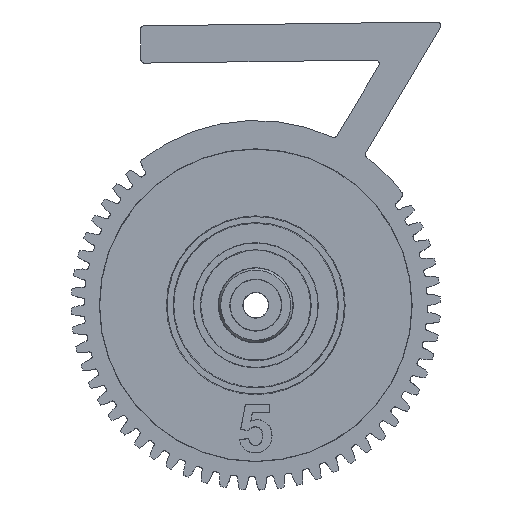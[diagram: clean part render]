
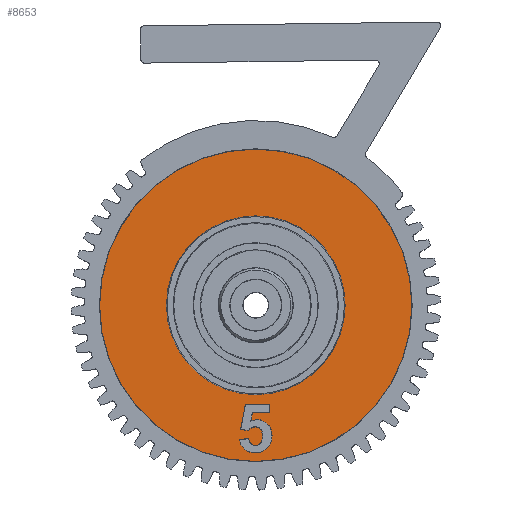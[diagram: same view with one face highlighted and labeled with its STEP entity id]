
A CAD part, top view. The second image highlights one B-rep face of the part: STEP entity #8653.
In plain terms, the highlighted planar face has unit normal (0, 0, 1).
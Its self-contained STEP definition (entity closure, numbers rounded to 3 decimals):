
#730=B_SPLINE_CURVE_WITH_KNOTS('',3,(#16733,#16734,#16735,#16736),
 .UNSPECIFIED.,.F.,.F.,(4,4),(0.,1.),.UNSPECIFIED.);
#731=B_SPLINE_CURVE_WITH_KNOTS('',3,(#16738,#16739,#16740,#16741),
 .UNSPECIFIED.,.F.,.F.,(4,4),(0.,1.),.UNSPECIFIED.);
#732=B_SPLINE_CURVE_WITH_KNOTS('',3,(#16751,#16752,#16753,#16754),
 .UNSPECIFIED.,.F.,.F.,(4,4),(0.,1.),.UNSPECIFIED.);
#733=B_SPLINE_CURVE_WITH_KNOTS('',3,(#16776,#16777,#16778,#16779),
 .UNSPECIFIED.,.F.,.F.,(4,4),(0.,1.),.UNSPECIFIED.);
#734=B_SPLINE_CURVE_WITH_KNOTS('',3,(#16780,#16781,#16782,#16783),
 .UNSPECIFIED.,.F.,.F.,(4,4),(0.,1.),.UNSPECIFIED.);
#1210=LINE('',#16731,#1717);
#1211=LINE('',#16756,#1718);
#1212=LINE('',#16758,#1719);
#1213=LINE('',#16760,#1720);
#1214=LINE('',#16762,#1721);
#1215=LINE('',#16764,#1722);
#1216=LINE('',#16766,#1723);
#1717=VECTOR('',#11157,1.248);
#1718=VECTOR('',#11166,1.021);
#1719=VECTOR('',#11167,3.443);
#1720=VECTOR('',#11168,3.294);
#1721=VECTOR('',#11169,1.166);
#1722=VECTOR('',#11170,2.35);
#1723=VECTOR('',#11171,1.121);
#1781=ELLIPSE('',#9374,72.67,11.573);
#1782=ELLIPSE('',#9375,40.973,5.667);
#1783=ELLIPSE('',#9376,13.664,3.326);
#1784=ELLIPSE('',#9377,24.139,4.456);
#1785=ELLIPSE('',#9378,6.507,2.348);
#1786=ELLIPSE('',#9379,137.724,15.711);
#1787=ELLIPSE('',#9380,28.609,7.169);
#1788=ELLIPSE('',#9381,30.568,7.777);
#1789=ELLIPSE('',#9382,49.084,10.572);
#1804=FACE_BOUND('',#2645,.T.);
#1805=FACE_BOUND('',#2646,.T.);
#2173=FACE_OUTER_BOUND('',#2644,.T.);
#2644=EDGE_LOOP('',(#7090));
#2645=EDGE_LOOP('',(#7091));
#2646=EDGE_LOOP('',(#7092,#7093,#7094,#7095,#7096,#7097,#7098,#7099,#7100,
#7101,#7102,#7103,#7104,#7105,#7106,#7107,#7108,#7109,#7110,#7111,#7112));
#3079=CIRCLE('',#9372,20.965);
#3080=CIRCLE('',#9373,12.);
#3841=VERTEX_POINT('',#16723);
#3842=VERTEX_POINT('',#16725);
#3843=VERTEX_POINT('',#16727);
#3844=VERTEX_POINT('',#16728);
#3845=VERTEX_POINT('',#16730);
#3846=VERTEX_POINT('',#16732);
#3847=VERTEX_POINT('',#16737);
#3848=VERTEX_POINT('',#16742);
#3849=VERTEX_POINT('',#16744);
#3850=VERTEX_POINT('',#16746);
#3851=VERTEX_POINT('',#16748);
#3852=VERTEX_POINT('',#16750);
#3853=VERTEX_POINT('',#16755);
#3854=VERTEX_POINT('',#16757);
#3855=VERTEX_POINT('',#16759);
#3856=VERTEX_POINT('',#16761);
#3857=VERTEX_POINT('',#16763);
#3858=VERTEX_POINT('',#16765);
#3859=VERTEX_POINT('',#16767);
#3860=VERTEX_POINT('',#16769);
#3861=VERTEX_POINT('',#16771);
#3862=VERTEX_POINT('',#16773);
#3863=VERTEX_POINT('',#16775);
#5060=EDGE_CURVE('',#3841,#3841,#3079,.T.);
#5061=EDGE_CURVE('',#3842,#3842,#3080,.T.);
#5062=EDGE_CURVE('',#3843,#3844,#1781,.T.);
#5063=EDGE_CURVE('',#3845,#3843,#1210,.T.);
#5064=EDGE_CURVE('',#3846,#3845,#730,.T.);
#5065=EDGE_CURVE('',#3847,#3846,#731,.T.);
#5066=EDGE_CURVE('',#3848,#3847,#1782,.T.);
#5067=EDGE_CURVE('',#3849,#3848,#1783,.T.);
#5068=EDGE_CURVE('',#3850,#3849,#1784,.T.);
#5069=EDGE_CURVE('',#3851,#3850,#1785,.T.);
#5070=EDGE_CURVE('',#3852,#3851,#732,.T.);
#5071=EDGE_CURVE('',#3853,#3852,#1211,.T.);
#5072=EDGE_CURVE('',#3854,#3853,#1212,.T.);
#5073=EDGE_CURVE('',#3855,#3854,#1213,.T.);
#5074=EDGE_CURVE('',#3856,#3855,#1214,.T.);
#5075=EDGE_CURVE('',#3857,#3856,#1215,.T.);
#5076=EDGE_CURVE('',#3858,#3857,#1216,.T.);
#5077=EDGE_CURVE('',#3859,#3858,#1786,.T.);
#5078=EDGE_CURVE('',#3860,#3859,#1787,.T.);
#5079=EDGE_CURVE('',#3861,#3860,#1788,.T.);
#5080=EDGE_CURVE('',#3862,#3861,#1789,.T.);
#5081=EDGE_CURVE('',#3863,#3862,#733,.T.);
#5082=EDGE_CURVE('',#3844,#3863,#734,.T.);
#7090=ORIENTED_EDGE('',*,*,#5060,.T.);
#7091=ORIENTED_EDGE('',*,*,#5061,.F.);
#7092=ORIENTED_EDGE('',*,*,#5062,.F.);
#7093=ORIENTED_EDGE('',*,*,#5063,.F.);
#7094=ORIENTED_EDGE('',*,*,#5064,.F.);
#7095=ORIENTED_EDGE('',*,*,#5065,.F.);
#7096=ORIENTED_EDGE('',*,*,#5066,.F.);
#7097=ORIENTED_EDGE('',*,*,#5067,.F.);
#7098=ORIENTED_EDGE('',*,*,#5068,.F.);
#7099=ORIENTED_EDGE('',*,*,#5069,.F.);
#7100=ORIENTED_EDGE('',*,*,#5070,.F.);
#7101=ORIENTED_EDGE('',*,*,#5071,.F.);
#7102=ORIENTED_EDGE('',*,*,#5072,.F.);
#7103=ORIENTED_EDGE('',*,*,#5073,.F.);
#7104=ORIENTED_EDGE('',*,*,#5074,.F.);
#7105=ORIENTED_EDGE('',*,*,#5075,.F.);
#7106=ORIENTED_EDGE('',*,*,#5076,.F.);
#7107=ORIENTED_EDGE('',*,*,#5077,.F.);
#7108=ORIENTED_EDGE('',*,*,#5078,.F.);
#7109=ORIENTED_EDGE('',*,*,#5079,.F.);
#7110=ORIENTED_EDGE('',*,*,#5080,.F.);
#7111=ORIENTED_EDGE('',*,*,#5081,.F.);
#7112=ORIENTED_EDGE('',*,*,#5082,.F.);
#7830=PLANE('',#9371);
#8653=ADVANCED_FACE('',(#2173,#1804,#1805),#7830,.T.);
#9371=AXIS2_PLACEMENT_3D('',#16722,#11149,#11150);
#9372=AXIS2_PLACEMENT_3D('',#16724,#11151,#11152);
#9373=AXIS2_PLACEMENT_3D('',#16726,#11153,#11154);
#9374=AXIS2_PLACEMENT_3D('',#16729,#11155,#11156);
#9375=AXIS2_PLACEMENT_3D('',#16743,#11158,#11159);
#9376=AXIS2_PLACEMENT_3D('',#16745,#11160,#11161);
#9377=AXIS2_PLACEMENT_3D('',#16747,#11162,#11163);
#9378=AXIS2_PLACEMENT_3D('',#16749,#11164,#11165);
#9379=AXIS2_PLACEMENT_3D('',#16768,#11172,#11173);
#9380=AXIS2_PLACEMENT_3D('',#16770,#11174,#11175);
#9381=AXIS2_PLACEMENT_3D('',#16772,#11176,#11177);
#9382=AXIS2_PLACEMENT_3D('',#16774,#11178,#11179);
#11149=DIRECTION('center_axis',(0.,0.,1.));
#11150=DIRECTION('ref_axis',(1.,0.,0.));
#11151=DIRECTION('center_axis',(0.,0.,1.));
#11152=DIRECTION('ref_axis',(1.,0.,0.));
#11153=DIRECTION('center_axis',(0.,0.,1.));
#11154=DIRECTION('ref_axis',(1.,0.,0.));
#11155=DIRECTION('center_axis',(0.,0.,1.));
#11156=DIRECTION('ref_axis',(0.808,0.589,0.));
#11157=DIRECTION('',(-0.995,-0.103,0.));
#11158=DIRECTION('center_axis',(0.,0.,-1.));
#11159=DIRECTION('ref_axis',(-0.37,0.929,0.));
#11160=DIRECTION('center_axis',(0.,0.,-1.));
#11161=DIRECTION('ref_axis',(-0.624,0.782,0.));
#11162=DIRECTION('center_axis',(0.,0.,-1.));
#11163=DIRECTION('ref_axis',(0.671,0.742,0.));
#11164=DIRECTION('center_axis',(0.,0.,-1.));
#11165=DIRECTION('ref_axis',(0.48,0.878,0.));
#11166=DIRECTION('',(0.99,-0.143,0.));
#11167=DIRECTION('',(-0.185,-0.983,0.));
#11168=DIRECTION('',(-1.,0.,0.));
#11169=DIRECTION('',(0.,1.,0.));
#11170=DIRECTION('',(1.,0.,0.));
#11171=DIRECTION('',(0.174,0.985,0.));
#11172=DIRECTION('center_axis',(0.,0.,1.));
#11173=DIRECTION('ref_axis',(0.083,-0.997,0.));
#11174=DIRECTION('center_axis',(0.,0.,1.));
#11175=DIRECTION('ref_axis',(-0.376,-0.927,0.));
#11176=DIRECTION('center_axis',(0.,0.,1.));
#11177=DIRECTION('ref_axis',(0.847,0.531,0.));
#11178=DIRECTION('center_axis',(0.,0.,
1.));
#11179=DIRECTION('ref_axis',(0.932,-0.362,0.));
#16722=CARTESIAN_POINT('Origin',(0.,0.,2.));
#16723=CARTESIAN_POINT('',(-20.965,0.,2.));
#16724=CARTESIAN_POINT('Origin',(0.,0.,2.));
#16725=CARTESIAN_POINT('',(12.,0.,2.));
#16726=CARTESIAN_POINT('Origin',(0.,0.,2.));
#16727=CARTESIAN_POINT('',(-2.186,-18.023,2.));
#16728=CARTESIAN_POINT('',(-1.51,-19.325,2.));
#16729=CARTESIAN_POINT('Origin',(56.918,23.798,2.));
#16730=CARTESIAN_POINT('',(-0.944,-17.895,2.));
#16731=CARTESIAN_POINT('',(-0.944,-17.895,2.));
#16732=CARTESIAN_POINT('',(-0.631,-18.565,2.));
#16733=CARTESIAN_POINT('Ctrl Pts',(-0.631,-18.565,
2.));
#16734=CARTESIAN_POINT('Ctrl Pts',(-0.807,-18.4,
2.));
#16735=CARTESIAN_POINT('Ctrl Pts',(-0.909,-18.178,
2.));
#16736=CARTESIAN_POINT('Ctrl Pts',(-0.944,-17.895,
2.));
#16737=CARTESIAN_POINT('',(-0.027,-18.808,2.));
#16738=CARTESIAN_POINT('Ctrl Pts',(-0.027,-18.808,
2.));
#16739=CARTESIAN_POINT('Ctrl Pts',(-0.257,-18.808,
2.));
#16740=CARTESIAN_POINT('Ctrl Pts',(-0.457,-18.728,
2.));
#16741=CARTESIAN_POINT('Ctrl Pts',(-0.631,-18.565,
2.));
#16742=CARTESIAN_POINT('',(0.633,-18.492,2.));
#16743=CARTESIAN_POINT('Origin',(-14.874,19.315,2.));
#16744=CARTESIAN_POINT('',(0.905,-17.535,2.));
#16745=CARTESIAN_POINT('Origin',(-8.007,-7.925,2.));
#16746=CARTESIAN_POINT('',(0.634,-16.64,2.));
#16747=CARTESIAN_POINT('Origin',(-15.619,-34.481,2.));
#16748=CARTESIAN_POINT('',(-0.062,-16.338,2.));
#16749=CARTESIAN_POINT('Origin',(-2.724,-22.158,2.));
#16750=CARTESIAN_POINT('',(-1.024,-16.813,2.));
#16751=CARTESIAN_POINT('Ctrl Pts',(-1.024,-16.813,
2.));
#16752=CARTESIAN_POINT('Ctrl Pts',(-0.74,-16.498,
2.));
#16753=CARTESIAN_POINT('Ctrl Pts',(-0.421,-16.338,
2.));
#16754=CARTESIAN_POINT('Ctrl Pts',(-0.062,-16.338,
2.));
#16755=CARTESIAN_POINT('',(-2.035,-16.666,2.));
#16756=CARTESIAN_POINT('',(-2.035,-16.666,2.));
#16757=CARTESIAN_POINT('',(-1.397,-13.283,2.));
#16758=CARTESIAN_POINT('',(-1.397,-13.283,2.));
#16759=CARTESIAN_POINT('',(1.898,-13.283,2.));
#16760=CARTESIAN_POINT('',(1.898,-13.283,2.));
#16761=CARTESIAN_POINT('',(1.898,-14.449,2.));
#16762=CARTESIAN_POINT('',(1.898,-14.449,2.));
#16763=CARTESIAN_POINT('',(-0.452,-14.449,2.));
#16764=CARTESIAN_POINT('',(-0.452,-14.449,2.));
#16765=CARTESIAN_POINT('',(-0.647,-15.553,2.));
#16766=CARTESIAN_POINT('',(-0.647,-15.553,2.));
#16767=CARTESIAN_POINT('',(0.204,-15.345,2.));
#16768=CARTESIAN_POINT('Origin',(11.449,-152.603,2.));
#16769=CARTESIAN_POINT('',(1.607,-15.95,2.));
#16770=CARTESIAN_POINT('Origin',(-9.821,-41.994,2.));
#16771=CARTESIAN_POINT('',(2.186,-17.513,2.));
#16772=CARTESIAN_POINT('Origin',(-24.038,-32.513,2.));
#16773=CARTESIAN_POINT('',(1.721,-18.946,2.));
#16774=CARTESIAN_POINT('Origin',(-43.727,-0.625,2.));
#16775=CARTESIAN_POINT('',(-0.04,-19.806,2.));
#16776=CARTESIAN_POINT('Ctrl Pts',(-0.04,-19.806,
2.));
#16777=CARTESIAN_POINT('Ctrl Pts',(0.709,-19.806,
2.));
#16778=CARTESIAN_POINT('Ctrl Pts',(1.295,-19.522,2.));
#16779=CARTESIAN_POINT('Ctrl Pts',(1.721,-18.946,2.));
#16780=CARTESIAN_POINT('Ctrl Pts',(-1.51,-19.325,
2.));
#16781=CARTESIAN_POINT('Ctrl Pts',(-1.131,-19.646,2.));
#16782=CARTESIAN_POINT('Ctrl Pts',(-0.643,-19.806,
2.));
#16783=CARTESIAN_POINT('Ctrl Pts',(-0.04,-19.806,
2.));
